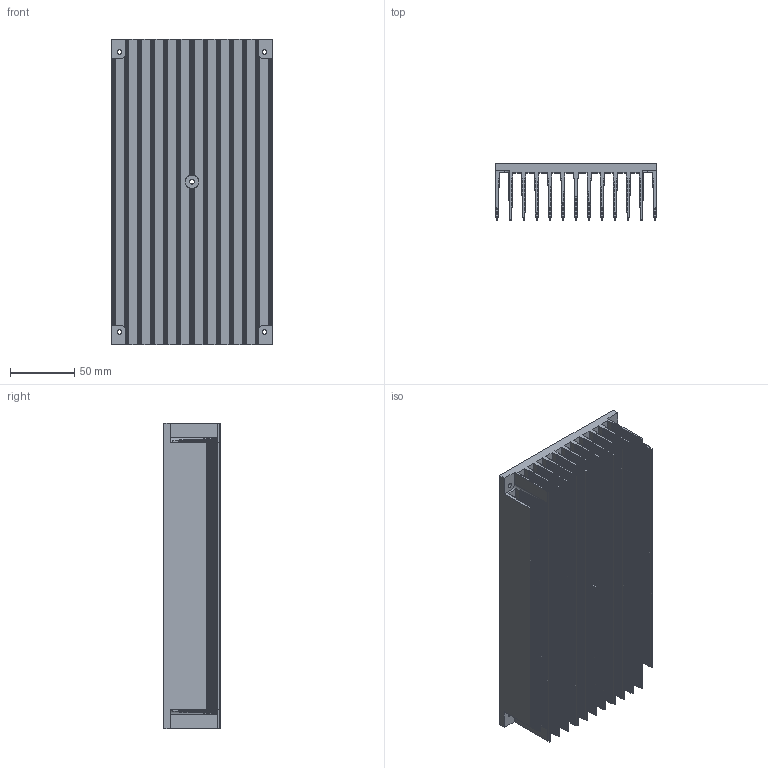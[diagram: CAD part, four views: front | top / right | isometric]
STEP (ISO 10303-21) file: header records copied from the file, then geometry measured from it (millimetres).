
FILE_DESCRIPTION(('STEP AP242'), '1');
FILE_NAME('購葠.752695.006 - 冓儰僗闉_182', '', ('UNSPECIFIED'), ('UNSPECIFIED'), 'ASCON STEP Converter 1.6', 'ASCON Math Kernel', '');
FILE_SCHEMA(('AP242_MANAGED_MODEL_BASED_3D_ENGINEERING_MIM_LF { 1 0 10303 442 1 1 4 }'));
Length unit declared in the file: millimetre
Products named in the file (1): 購葠.752695.006
Bounding box: 125.04 x 44 x 238 mm (x, y, z)
Volume: 439318 mm3; surface area: 355258.3 mm2
Topology: 1 solids, 1 shells, 1875 faces, 5619 edges, 3746 vertices
Faces by surface type: plane 1722, cylinder 153
Full cylindrical faces by diameter (mm): 3.6 x5
Entity records: 76950 total; most frequent: CARTESIAN_POINT 12676, ORIENTED_EDGE 11228, DIRECTION 8968, EDGE_CURVE 5614, LINE 5052, VECTOR 5052, VERTEX_POINT 3746, AXIS2_PLACEMENT_3D 1958
